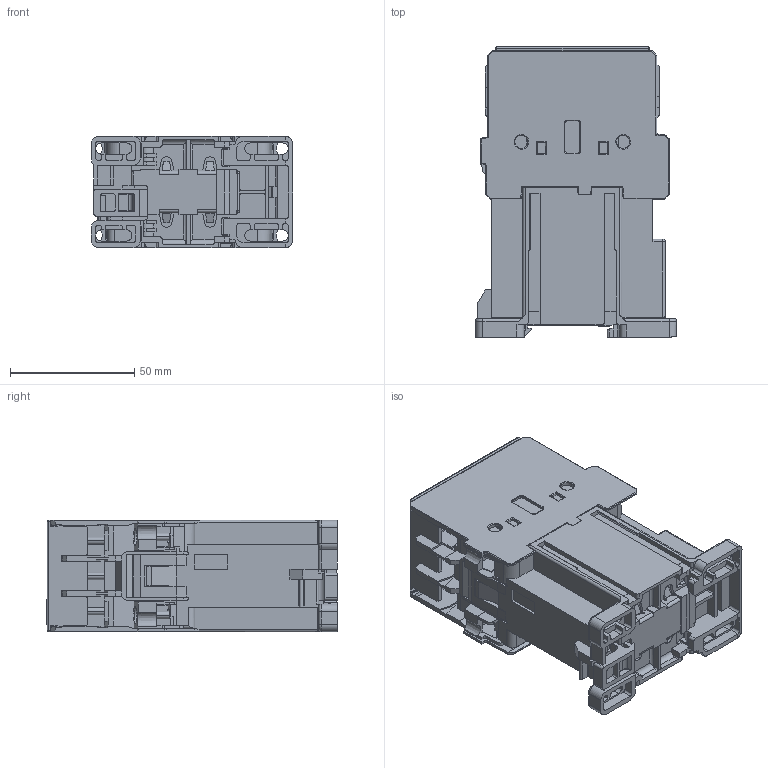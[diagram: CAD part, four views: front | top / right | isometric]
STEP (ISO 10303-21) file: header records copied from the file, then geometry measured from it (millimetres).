
FILE_DESCRIPTION((''),'2;1');
FILE_NAME('ASM0104ASD_ASM','2021-08-12T',('marketing.praksa'),('Audax d.o.o.'),'CREO PARAMETRIC BY PTC INC, 2017480','CREO PARAMETRIC BY PTC INC, 2017480','');
FILE_SCHEMA(('AUTOMOTIVE_DESIGN { 1 0 10303 214 1 1 1 1 }'));
Products named in the file (19): CWM25_DC_1_1_1_1; CWM25_DC_1_2_1_1; CWM25_DC_1_3_1_1; CWM25_DC_1_4_1_1; CWM25_DC_1_5_1_1; CWM25_DC_1_6_1_1; CWM25_DC_1_7_1_1; CWM25_DC_1_8_1_1; CWM25_DC_1_9_1_1; CWM25_DC_1_10_1_1; MITSUH_1_1_1_1; 25-DC-PARTS_1_1; PRT9543_1_1; CWM25_DC_1_11_1_1; PRT9554_1_1_1; PRT9554_1_2_1; PRT9554_1_3_1; PRT9554_1_ASM_1_ASM; ASM0104ASD_ASM
Assembly tree (18 placements, depth 3):
  ASM0104ASD_ASM
    CWM25_DC_1_1_1_1
    CWM25_DC_1_2_1_1
    CWM25_DC_1_3_1_1
    CWM25_DC_1_4_1_1
    CWM25_DC_1_5_1_1
    CWM25_DC_1_6_1_1
    CWM25_DC_1_7_1_1
    CWM25_DC_1_8_1_1
    CWM25_DC_1_9_1_1
    CWM25_DC_1_10_1_1
    MITSUH_1_1_1_1
    25-DC-PARTS_1_1
    PRT9543_1_1
    CWM25_DC_1_11_1_1
    PRT9554_1_ASM_1_ASM
      PRT9554_1_1_1
      PRT9554_1_2_1
      PRT9554_1_3_1
Bounding box: 81 x 117.17 x 45 mm (x, y, z)
Volume: 9611.1 mm3; surface area: 85468.2 mm2
Topology: 14 solids, 17 shells, 2503 faces, 7169 edges, 4662 vertices
Faces by surface type: plane 1720, cylinder 517, cone 102, extrusion 80, torus 68, sphere 8, bspline 8
Entity records: 119239 total; most frequent: CARTESIAN_POINT 20049, ORIENTED_EDGE 14302, DIRECTION 12278, PRESENTATION_STYLE_ASSIGNMENT 8783, STYLED_ITEM 8783, EDGE_CURVE 7161, CURVE_STYLE 7017, VECTOR 5106
